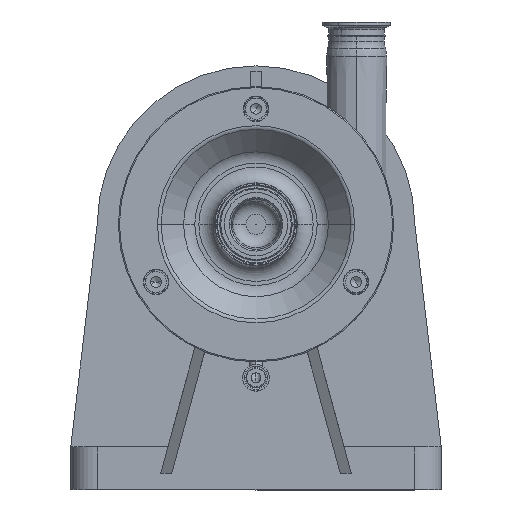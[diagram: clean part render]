
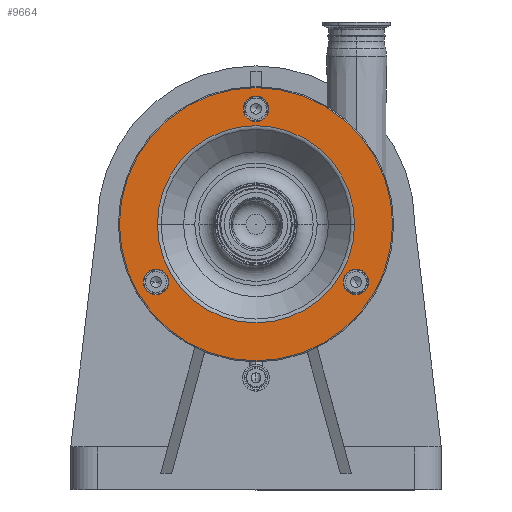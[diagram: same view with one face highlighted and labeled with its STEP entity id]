
A CAD part, top view. The second image highlights one B-rep face of the part: STEP entity #9664.
In plain terms, the highlighted planar face has unit normal (0, 0, 1).
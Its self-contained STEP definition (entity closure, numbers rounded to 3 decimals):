
#571 = DIRECTION ( 'NONE',  ( 0., 0., -1. ) ) ;
#666 = CARTESIAN_POINT ( 'NONE',  ( 94.397, 195.5, 93.5 ) ) ;
#675 = ORIENTED_EDGE ( 'NONE', *, *, #1642, .F. ) ;
#761 = EDGE_CURVE ( 'NONE', #2752, #9269, #1855, .T. ) ;
#1134 = CARTESIAN_POINT ( 'NONE',  ( -82.397, 195.5, 93.5 ) ) ;
#1204 = VERTEX_POINT ( 'NONE', #9509 ) ;
#1642 = EDGE_CURVE ( 'NONE', #18277, #8986, #1893, .T. ) ;
#1713 = CARTESIAN_POINT ( 'NONE',  ( -129., 250., 93.5 ) ) ;
#1750 = CIRCLE ( 'NONE', #3599, 12. ) ;
#1855 = CIRCLE ( 'NONE', #10527, 93.071 ) ;
#1893 = CIRCLE ( 'NONE', #7185, 129. ) ;
#2023 = AXIS2_PLACEMENT_3D ( 'NONE', #17883, #14868, #11887 ) ;
#2320 = DIRECTION ( 'NONE',  ( -1., 0., 0. ) ) ;
#2718 = DIRECTION ( 'NONE',  ( 0., 0., -1. ) ) ;
#2752 = VERTEX_POINT ( 'NONE', #12466 ) ;
#2980 = EDGE_LOOP ( 'NONE', ( #675, #5234 ) ) ;
#3264 = CIRCLE ( 'NONE', #2023, 12. ) ;
#3417 = CARTESIAN_POINT ( 'NONE',  ( 0., 250., 93.5 ) ) ;
#3491 = EDGE_CURVE ( 'NONE', #9269, #2752, #18345, .T. ) ;
#3527 = DIRECTION ( 'NONE',  ( -1., 0., 0. ) ) ;
#3599 = AXIS2_PLACEMENT_3D ( 'NONE', #5128, #12507, #12394 ) ;
#3753 = CARTESIAN_POINT ( 'NONE',  ( 0., 379., 93.5 ) ) ;
#4347 = ORIENTED_EDGE ( 'NONE', *, *, #761, .T. ) ;
#4540 = VERTEX_POINT ( 'NONE', #8078 ) ;
#4583 = DIRECTION ( 'NONE',  ( -1., 0., 0. ) ) ;
#4830 = EDGE_CURVE ( 'NONE', #4540, #13580, #14571, .T. ) ;
#5128 = CARTESIAN_POINT ( 'NONE',  ( 0., 359., 93.5 ) ) ;
#5212 = FACE_OUTER_BOUND ( 'NONE', #2980, .T. ) ;
#5234 = ORIENTED_EDGE ( 'NONE', *, *, #11265, .F. ) ;
#6009 = ORIENTED_EDGE ( 'NONE', *, *, #17404, .T. ) ;
#6052 = AXIS2_PLACEMENT_3D ( 'NONE', #666, #571, #15502 ) ;
#6206 = EDGE_CURVE ( 'NONE', #11267, #1204, #14941, .T. ) ;
#6249 = CIRCLE ( 'NONE', #13069, 129. ) ;
#6260 = AXIS2_PLACEMENT_3D ( 'NONE', #18099, #15175, #7560 ) ;
#7185 = AXIS2_PLACEMENT_3D ( 'NONE', #3417, #12644, #3527 ) ;
#7320 = DIRECTION ( 'NONE',  ( 0., 0., -1. ) ) ;
#7560 = DIRECTION ( 'NONE',  ( -1., 0., 0. ) ) ;
#7722 = EDGE_CURVE ( 'NONE', #11535, #16323, #15264, .T. ) ;
#8078 = CARTESIAN_POINT ( 'NONE',  ( -106.397, 195.5, 93.5 ) ) ;
#8234 = AXIS2_PLACEMENT_3D ( 'NONE', #3753, #9691, #2320 ) ;
#8612 = CARTESIAN_POINT ( 'NONE',  ( -12., 359., 93.5 ) ) ;
#8739 = ORIENTED_EDGE ( 'NONE', *, *, #7722, .T. ) ;
#8986 = VERTEX_POINT ( 'NONE', #18292 ) ;
#9179 = EDGE_LOOP ( 'NONE', ( #9488, #18461 ) ) ;
#9269 = VERTEX_POINT ( 'NONE', #16107 ) ;
#9429 = CARTESIAN_POINT ( 'NONE',  ( 0., 250., 93.5 ) ) ;
#9485 = CIRCLE ( 'NONE', #6052, 12. ) ;
#9488 = ORIENTED_EDGE ( 'NONE', *, *, #15585, .T. ) ;
#9509 = CARTESIAN_POINT ( 'NONE',  ( 106.397, 195.5, 93.5 ) ) ;
#9664 = ADVANCED_FACE ( 'NONE', ( #12488, #12591, #18501, #5212, #17242 ), #17037, .F. ) ;
#9691 = DIRECTION ( 'NONE',  ( 0., 0., -1. ) ) ;
#10088 = EDGE_LOOP ( 'NONE', ( #6009, #12292 ) ) ;
#10479 = CARTESIAN_POINT ( 'NONE',  ( 82.397, 195.5, 93.5 ) ) ;
#10527 = AXIS2_PLACEMENT_3D ( 'NONE', #11855, #7320, #4583 ) ;
#10555 = AXIS2_PLACEMENT_3D ( 'NONE', #12692, #2718, #18598 ) ;
#11265 = EDGE_CURVE ( 'NONE', #8986, #18277, #6249, .T. ) ;
#11267 = VERTEX_POINT ( 'NONE', #10479 ) ;
#11535 = VERTEX_POINT ( 'NONE', #8612 ) ;
#11855 = CARTESIAN_POINT ( 'NONE',  ( 0., 250., 93.5 ) ) ;
#11887 = DIRECTION ( 'NONE',  ( -1., 0., 0. ) ) ;
#12024 = EDGE_LOOP ( 'NONE', ( #18205, #8739 ) ) ;
#12155 = AXIS2_PLACEMENT_3D ( 'NONE', #9429, #15325, #18438 ) ;
#12292 = ORIENTED_EDGE ( 'NONE', *, *, #6206, .T. ) ;
#12394 = DIRECTION ( 'NONE',  ( -1., 0., 0. ) ) ;
#12466 = CARTESIAN_POINT ( 'NONE',  ( 93.071, 250., 93.5 ) ) ;
#12488 = FACE_BOUND ( 'NONE', #10088, .T. ) ;
#12507 = DIRECTION ( 'NONE',  ( 0., 0., -1. ) ) ;
#12591 = FACE_BOUND ( 'NONE', #9179, .T. ) ;
#12644 = DIRECTION ( 'NONE',  ( 0., 0., -1. ) ) ;
#12692 = CARTESIAN_POINT ( 'NONE',  ( -94.397, 195.5, 93.5 ) ) ;
#13069 = AXIS2_PLACEMENT_3D ( 'NONE', #15196, #18018, #13278 ) ;
#13245 = DIRECTION ( 'NONE',  ( -1., 0., 0. ) ) ;
#13278 = DIRECTION ( 'NONE',  ( -1., 0., 0. ) ) ;
#13580 = VERTEX_POINT ( 'NONE', #1134 ) ;
#13720 = AXIS2_PLACEMENT_3D ( 'NONE', #17801, #18871, #13245 ) ;
#14223 = EDGE_LOOP ( 'NONE', ( #18547, #4347 ) ) ;
#14571 = CIRCLE ( 'NONE', #10555, 12. ) ;
#14868 = DIRECTION ( 'NONE',  ( 0., 0., -1. ) ) ;
#14941 = CIRCLE ( 'NONE', #6260, 12. ) ;
#15175 = DIRECTION ( 'NONE',  ( 0., 0., -1. ) ) ;
#15196 = CARTESIAN_POINT ( 'NONE',  ( 0., 250., 93.5 ) ) ;
#15264 = CIRCLE ( 'NONE', #13720, 12. ) ;
#15325 = DIRECTION ( 'NONE',  ( 0., 0., -1. ) ) ;
#15502 = DIRECTION ( 'NONE',  ( -1., 0., 0. ) ) ;
#15585 = EDGE_CURVE ( 'NONE', #13580, #4540, #3264, .T. ) ;
#16107 = CARTESIAN_POINT ( 'NONE',  ( -93.071, 250., 93.5 ) ) ;
#16323 = VERTEX_POINT ( 'NONE', #19105 ) ;
#16385 = EDGE_CURVE ( 'NONE', #16323, #11535, #1750, .T. ) ;
#17037 = PLANE ( 'NONE',  #8234 ) ;
#17242 = FACE_BOUND ( 'NONE', #14223, .T. ) ;
#17404 = EDGE_CURVE ( 'NONE', #1204, #11267, #9485, .T. ) ;
#17801 = CARTESIAN_POINT ( 'NONE',  ( 0., 359., 93.5 ) ) ;
#17883 = CARTESIAN_POINT ( 'NONE',  ( -94.397, 195.5, 93.5 ) ) ;
#18018 = DIRECTION ( 'NONE',  ( 0., 0., -1. ) ) ;
#18099 = CARTESIAN_POINT ( 'NONE',  ( 94.397, 195.5, 93.5 ) ) ;
#18205 = ORIENTED_EDGE ( 'NONE', *, *, #16385, .T. ) ;
#18277 = VERTEX_POINT ( 'NONE', #1713 ) ;
#18292 = CARTESIAN_POINT ( 'NONE',  ( 129., 250., 93.5 ) ) ;
#18345 = CIRCLE ( 'NONE', #12155, 93.071 ) ;
#18438 = DIRECTION ( 'NONE',  ( -1., 0., 0. ) ) ;
#18461 = ORIENTED_EDGE ( 'NONE', *, *, #4830, .T. ) ;
#18501 = FACE_BOUND ( 'NONE', #12024, .T. ) ;
#18547 = ORIENTED_EDGE ( 'NONE', *, *, #3491, .T. ) ;
#18598 = DIRECTION ( 'NONE',  ( -1., 0., 0. ) ) ;
#18871 = DIRECTION ( 'NONE',  ( 0., 0., -1. ) ) ;
#19105 = CARTESIAN_POINT ( 'NONE',  ( 12., 359., 93.5 ) ) ;
